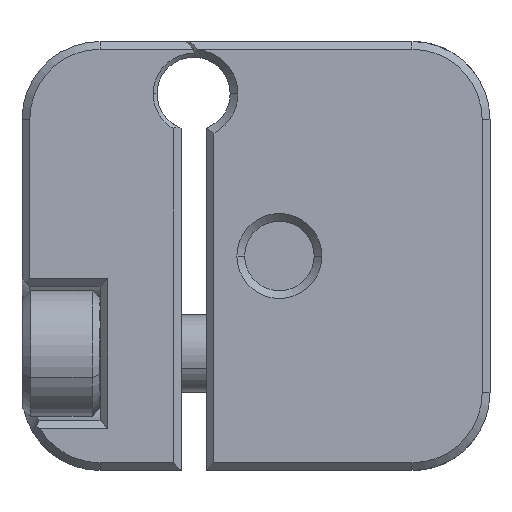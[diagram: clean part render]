
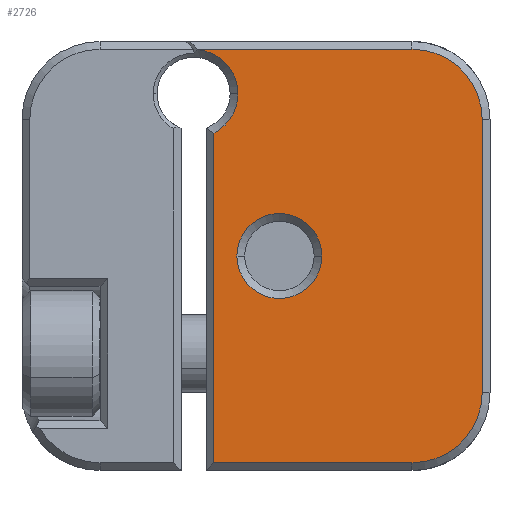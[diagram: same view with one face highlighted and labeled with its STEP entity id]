
A CAD part, front view. The second image highlights one B-rep face of the part: STEP entity #2726.
In plain terms, the highlighted planar face has unit normal (0, -1, 0).
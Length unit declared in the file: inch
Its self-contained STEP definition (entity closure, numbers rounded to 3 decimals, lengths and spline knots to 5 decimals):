
#471 = CARTESIAN_POINT ( 'NONE',  ( 0., 0., 0. ) ) ;
#765 = CARTESIAN_POINT ( 'NONE',  ( 0.208, 0., 0.02312 ) ) ;
#784 = VERTEX_POINT ( 'NONE', #1483 ) ;
#968 = DIRECTION ( 'NONE',  ( 0., 1., 0. ) ) ;
#989 = DIRECTION ( 'NONE',  ( 0., 1., 0. ) ) ;
#1129 = CARTESIAN_POINT ( 'NONE',  ( 0.265, 0., 0.075 ) ) ;
#1161 = CARTESIAN_POINT ( 'NONE',  ( 0., 0., -0.29 ) ) ;
#1190 = CARTESIAN_POINT ( 'NONE',  ( 0., 0., -0.0845 ) ) ;
#1483 = CARTESIAN_POINT ( 'NONE',  ( 0., 0., 0.0245 ) ) ;
#1598 = DIRECTION ( 'NONE',  ( 0., 0., -1. ) ) ;
#2027 = DIRECTION ( 'NONE',  ( 0., 1., 0. ) ) ;
#2102 = CARTESIAN_POINT ( 'NONE',  ( 0.15742, 0., 0.054 ) ) ;
#2195 = ORIENTED_EDGE ( 'NONE', *, *, #13076, .T. ) ;
#2303 = DIRECTION ( 'NONE',  ( -1., 0., 0. ) ) ;
#2309 = CARTESIAN_POINT ( 'NONE',  ( 0.265, 0., 0. ) ) ;
#2597 = EDGE_CURVE ( 'NONE', #17640, #6241, #13266, .T. ) ;
#2726 = ADVANCED_FACE ( 'NONE', ( #13022, #17087 ), #12548, .F. ) ;
#3132 = CARTESIAN_POINT ( 'NONE',  ( 0.26465, 0., 0.075 ) ) ;
#3361 = LINE ( 'NONE', #1161, #3838 ) ;
#3442 = DIRECTION ( 'NONE',  ( 0., 1., 0. ) ) ;
#3838 = VECTOR ( 'NONE', #13361, 39.37008 ) ;
#4239 = VERTEX_POINT ( 'NONE', #15208 ) ;
#4249 = ORIENTED_EDGE ( 'NONE', *, *, #4897, .T. ) ;
#4360 = LINE ( 'NONE', #16093, #12002 ) ;
#4378 = EDGE_CURVE ( 'NONE', #16882, #17640, #16994, .T. ) ;
#4524 = VERTEX_POINT ( 'NONE', #12979 ) ;
#4715 = CIRCLE ( 'NONE', #10316, 0.05688 ) ;
#4897 = EDGE_CURVE ( 'NONE', #6089, #784, #14349, .T. ) ;
#5159 = DIRECTION ( 'NONE',  ( 0., -1., 0. ) ) ;
#5366 = CARTESIAN_POINT ( 'NONE',  ( -0.175, 0., -0.29 ) ) ;
#5384 = EDGE_LOOP ( 'NONE', ( #7864, #10934, #16328, #6879, #19114, #13058, #6664, #9800, #13784 ) ) ;
#5457 = DIRECTION ( 'NONE',  ( 0., 1., 0. ) ) ;
#5967 = EDGE_CURVE ( 'NONE', #19735, #16882, #4715, .T. ) ;
#6026 = VERTEX_POINT ( 'NONE', #1129 ) ;
#6089 = VERTEX_POINT ( 'NONE', #1190 ) ;
#6241 = VERTEX_POINT ( 'NONE', #19788 ) ;
#6664 = ORIENTED_EDGE ( 'NONE', *, *, #14277, .T. ) ;
#6879 = ORIENTED_EDGE ( 'NONE', *, *, #4378, .T. ) ;
#6949 = DIRECTION ( 'NONE',  ( -1., 0., 0. ) ) ;
#7864 = ORIENTED_EDGE ( 'NONE', *, *, #15761, .T. ) ;
#8461 = AXIS2_PLACEMENT_3D ( 'NONE', #14309, #5159, #15837 ) ;
#8610 = VERTEX_POINT ( 'NONE', #19357 ) ;
#8650 = VECTOR ( 'NONE', #17583, 39.37008 ) ;
#8897 = CARTESIAN_POINT ( 'NONE',  ( -0.175, 0., -0.2 ) ) ;
#9242 = VECTOR ( 'NONE', #6949, 39.37008 ) ;
#9800 = ORIENTED_EDGE ( 'NONE', *, *, #15414, .T. ) ;
#9895 = AXIS2_PLACEMENT_3D ( 'NONE', #12580, #3442, #14124 ) ;
#10147 = CARTESIAN_POINT ( 'NONE',  ( 0., 0., -0.03 ) ) ;
#10163 = AXIS2_PLACEMENT_3D ( 'NONE', #10147, #968, #11653 ) ;
#10177 = CARTESIAN_POINT ( 'NONE',  ( 0., 0., -0.03 ) ) ;
#10316 = AXIS2_PLACEMENT_3D ( 'NONE', #14608, #5457, #16138 ) ;
#10460 = DIRECTION ( 'NONE',  ( 0., 0., 1. ) ) ;
#10671 = EDGE_CURVE ( 'NONE', #6026, #19735, #4360, .T. ) ;
#10934 = ORIENTED_EDGE ( 'NONE', *, *, #10671, .T. ) ;
#11205 = VERTEX_POINT ( 'NONE', #5366 ) ;
#11324 = EDGE_LOOP ( 'NONE', ( #4249, #2195 ) ) ;
#11653 = DIRECTION ( 'NONE',  ( 0., 0., 1. ) ) ;
#11677 = DIRECTION ( 'NONE',  ( 0., 0., 1. ) ) ;
#12002 = VECTOR ( 'NONE', #2303, 39.37008 ) ;
#12548 = PLANE ( 'NONE',  #16986 ) ;
#12580 = CARTESIAN_POINT ( 'NONE',  ( 0.208, 0., 0.08 ) ) ;
#12678 = DIRECTION ( 'NONE',  ( 0., 0., 1. ) ) ;
#12706 = LINE ( 'NONE', #2309, #8650 ) ;
#12979 = CARTESIAN_POINT ( 'NONE',  ( -0.265, 0., -0.2 ) ) ;
#13022 = FACE_BOUND ( 'NONE', #11324, .T. ) ;
#13033 = CARTESIAN_POINT ( 'NONE',  ( -0.275, 0., 0.054 ) ) ;
#13058 = ORIENTED_EDGE ( 'NONE', *, *, #16605, .T. ) ;
#13076 = EDGE_CURVE ( 'NONE', #784, #6089, #15802, .T. ) ;
#13266 = LINE ( 'NONE', #13033, #9242 ) ;
#13361 = DIRECTION ( 'NONE',  ( 1., 0., 0. ) ) ;
#13784 = ORIENTED_EDGE ( 'NONE', *, *, #15655, .T. ) ;
#13857 = AXIS2_PLACEMENT_3D ( 'NONE', #8897, #19553, #10460 ) ;
#14124 = DIRECTION ( 'NONE',  ( 0., 0., 1. ) ) ;
#14277 = EDGE_CURVE ( 'NONE', #4524, #11205, #17329, .T. ) ;
#14309 = CARTESIAN_POINT ( 'NONE',  ( 0.175, 0., -0.2 ) ) ;
#14349 = CIRCLE ( 'NONE', #10163, 0.0545 ) ;
#14608 = CARTESIAN_POINT ( 'NONE',  ( 0.208, 0., 0.08 ) ) ;
#15208 = CARTESIAN_POINT ( 'NONE',  ( 0.175, 0., -0.29 ) ) ;
#15414 = EDGE_CURVE ( 'NONE', #11205, #4239, #3361, .T. ) ;
#15655 = EDGE_CURVE ( 'NONE', #4239, #8610, #16534, .T. ) ;
#15761 = EDGE_CURVE ( 'NONE', #8610, #6026, #12706, .T. ) ;
#15802 = CIRCLE ( 'NONE', #18823, 0.0545 ) ;
#15837 = DIRECTION ( 'NONE',  ( 0., 0., 1. ) ) ;
#15988 = VECTOR ( 'NONE', #1598, 39.37008 ) ;
#16093 = CARTESIAN_POINT ( 'NONE',  ( 0., 0., 0.075 ) ) ;
#16138 = DIRECTION ( 'NONE',  ( 0., 0., 1. ) ) ;
#16328 = ORIENTED_EDGE ( 'NONE', *, *, #5967, .T. ) ;
#16471 = LINE ( 'NONE', #16802, #15988 ) ;
#16534 = CIRCLE ( 'NONE', #8461, 0.09 ) ;
#16605 = EDGE_CURVE ( 'NONE', #6241, #4524, #16471, .T. ) ;
#16802 = CARTESIAN_POINT ( 'NONE',  ( -0.265, 0., 0. ) ) ;
#16882 = VERTEX_POINT ( 'NONE', #765 ) ;
#16986 = AXIS2_PLACEMENT_3D ( 'NONE', #471, #2027, #12678 ) ;
#16994 = CIRCLE ( 'NONE', #9895, 0.05688 ) ;
#17087 = FACE_OUTER_BOUND ( 'NONE', #5384, .T. ) ;
#17329 = CIRCLE ( 'NONE', #13857, 0.09 ) ;
#17583 = DIRECTION ( 'NONE',  ( 0., 0., 1. ) ) ;
#17640 = VERTEX_POINT ( 'NONE', #2102 ) ;
#18823 = AXIS2_PLACEMENT_3D ( 'NONE', #10177, #989, #11677 ) ;
#19114 = ORIENTED_EDGE ( 'NONE', *, *, #2597, .T. ) ;
#19357 = CARTESIAN_POINT ( 'NONE',  ( 0.265, 0., -0.2 ) ) ;
#19553 = DIRECTION ( 'NONE',  ( 0., -1., 0. ) ) ;
#19735 = VERTEX_POINT ( 'NONE', #3132 ) ;
#19788 = CARTESIAN_POINT ( 'NONE',  ( -0.265, 0., 0.054 ) ) ;
